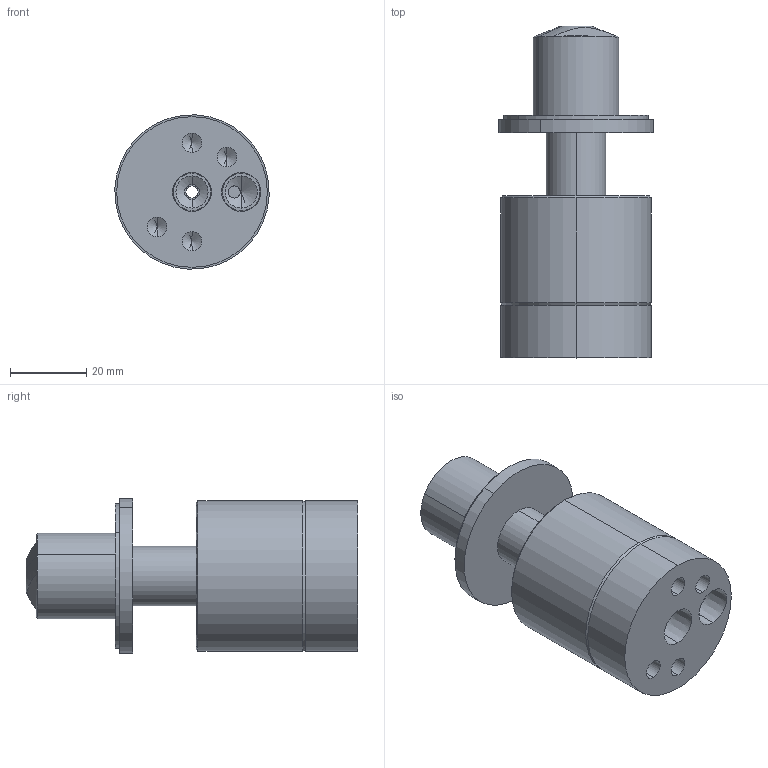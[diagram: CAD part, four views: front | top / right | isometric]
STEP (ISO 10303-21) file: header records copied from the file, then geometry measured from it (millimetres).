
FILE_DESCRIPTION (( 'STEP AP214' ), '1' );
FILE_NAME ('CTSC-002493.STEP', '2025-01-20T15:31:23', ( '' ), ( '' ), 'SwSTEP 2.0', 'SolidWorks 2023', '' );
FILE_SCHEMA (( 'AUTOMOTIVE_DESIGN' ));
Length unit declared in the file: inch
Products named in the file (1): CTSC-002493
Bounding box: 40.6 x 87.3 x 40.6 mm (x, y, z)
Volume: 66583.2 mm3; surface area: 17749.4 mm2
Topology: 1 solids, 4 shells, 102 faces, 223 edges, 135 vertices
Faces by surface type: cylinder 44, plane 27, cone 26, torus 5
Entity records: 3958 total; most frequent: CARTESIAN_POINT 559, DIRECTION 532, ORIENTED_EDGE 426, AXIS2_PLACEMENT_3D 224, EDGE_CURVE 213, VERTEX_POINT 135, EDGE_LOOP 126, CIRCLE 121
